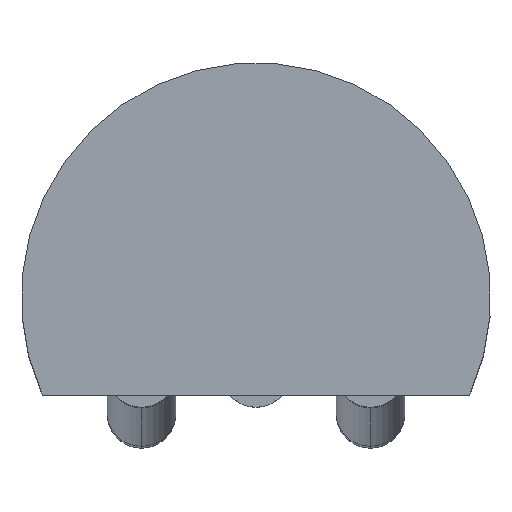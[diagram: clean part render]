
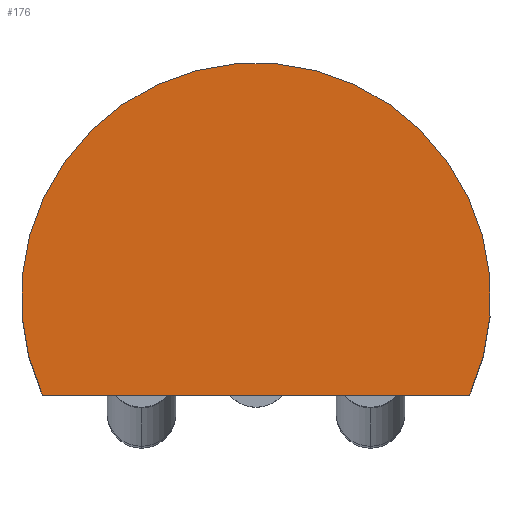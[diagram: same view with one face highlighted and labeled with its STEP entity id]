
A CAD part, top view. The second image highlights one B-rep face of the part: STEP entity #176.
In plain terms, the highlighted planar face has unit normal (0, 0, 1).
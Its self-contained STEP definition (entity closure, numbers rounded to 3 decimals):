
#95=CARTESIAN_POINT('',(3.639,0.19,5.334));
#94=VERTEX_POINT('',#95);
#105=CARTESIAN_POINT('',(-1.099,0.19,5.334));
#104=VERTEX_POINT('',#105);
#103=EDGE_CURVE('',#104,#94,#108,.T.);
#108=LINE('',#105,#110);
#110=VECTOR('',#111,4.738);
#111=DIRECTION('',(1.0,0.0,0.0));
#132=EDGE_CURVE($,#94,#104,#137,.T.);
#137=CIRCLE($,#138,2.604);
#139=CARTESIAN_POINT('',(1.27,1.27,5.334));
#138=AXIS2_PLACEMENT_3D($,#139,#140,#141);
#140=DIRECTION('',(0.0,0.0,1.0));
#141=DIRECTION('',(-1.0,0.0,0.0));
#176=ADVANCED_FACE($,(#182),#177,.T.);
#177=PLANE($,#178);
#178=AXIS2_PLACEMENT_3D($,#179,#180,#181);
#179=CARTESIAN_POINT('',(1.27,1.27,5.334));
#180=DIRECTION('',(0.,0.,1.));
#181=DIRECTION('',(1.,0.,0.));
#182=FACE_OUTER_BOUND($,#183,.T.);
#183=EDGE_LOOP($,(#184, #195));
#184=ORIENTED_EDGE('',*,*,#103,.T.);
#195=ORIENTED_EDGE('',*,*,#132,.T.);
